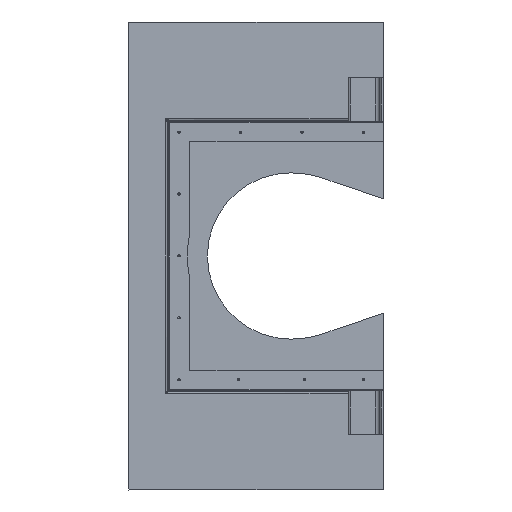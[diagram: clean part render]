
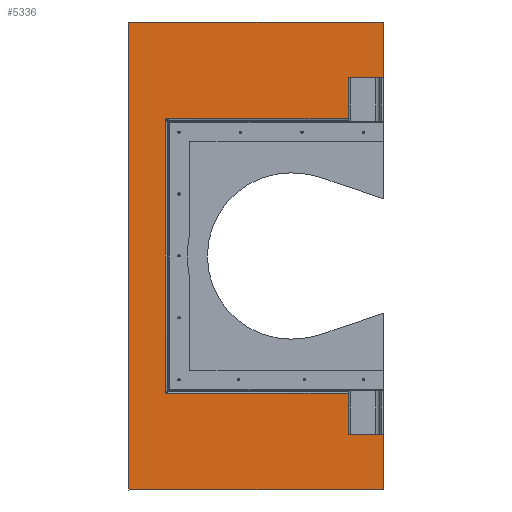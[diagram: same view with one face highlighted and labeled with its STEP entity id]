
A CAD part, front view. The second image highlights one B-rep face of the part: STEP entity #5336.
In plain terms, the highlighted face is planar.
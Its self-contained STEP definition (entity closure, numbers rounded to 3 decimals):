
#5088=CARTESIAN_POINT('',(314.0,0.,0.0));
#5089=VERTEX_POINT('',#5088);
#5096=CARTESIAN_POINT('',(535.0,0.,0.0));
#5097=VERTEX_POINT('',#5096);
#5098=CARTESIAN_POINT('',(314.0,0.,0.0));
#5099=DIRECTION('',(1.0,0.0,0.0));
#5100=VECTOR('',#5099,221.0);
#5101=LINE('',#5098,#5100);
#5102=EDGE_CURVE('',#5089,#5097,#5101,.T.);
#5126=CARTESIAN_POINT('',(314.,498.,0.0));
#5127=VERTEX_POINT('',#5126);
#5134=CARTESIAN_POINT('',(314.,498.,0.0));
#5135=DIRECTION('',(0.0,-1.0,0.0));
#5136=VECTOR('',#5135,498.);
#5137=LINE('',#5134,#5136);
#5138=EDGE_CURVE('',#5127,#5089,#5137,.T.);
#5157=CARTESIAN_POINT('',(-314.,498.,0.0));
#5158=VERTEX_POINT('',#5157);
#5165=CARTESIAN_POINT('',(-314.,498.,0.0));
#5166=DIRECTION('',(1.0,0.0,0.0));
#5167=VECTOR('',#5166,628.);
#5168=LINE('',#5165,#5167);
#5169=EDGE_CURVE('',#5158,#5127,#5168,.T.);
#5188=CARTESIAN_POINT('',(-314.0,0.,0.0));
#5189=VERTEX_POINT('',#5188);
#5196=CARTESIAN_POINT('',(-314.0,0.0,0.0));
#5197=DIRECTION('',(0.0,1.0,0.0));
#5198=VECTOR('',#5197,498.);
#5199=LINE('',#5196,#5198);
#5200=EDGE_CURVE('',#5189,#5158,#5199,.T.);
#5219=CARTESIAN_POINT('',(-535.0,0.,0.0));
#5220=VERTEX_POINT('',#5219);
#5227=CARTESIAN_POINT('',(-535.0,0.,0.0));
#5228=DIRECTION('',(1.0,0.0,0.0));
#5229=VECTOR('',#5228,221.0);
#5230=LINE('',#5227,#5229);
#5231=EDGE_CURVE('',#5220,#5189,#5230,.T.);
#5250=CARTESIAN_POINT('',(-535.,582.,0.0));
#5251=VERTEX_POINT('',#5250);
#5258=CARTESIAN_POINT('',(-535.,582.,0.0));
#5259=DIRECTION('',(0.0,-1.0,0.0));
#5260=VECTOR('',#5259,582.);
#5261=LINE('',#5258,#5260);
#5262=EDGE_CURVE('',#5251,#5220,#5261,.T.);
#5281=CARTESIAN_POINT('',(535.,582.,0.0));
#5282=VERTEX_POINT('',#5281);
#5289=CARTESIAN_POINT('',(535.,582.,0.0));
#5290=DIRECTION('',(-1.0,0.0,0.0));
#5291=VECTOR('',#5290,1070.);
#5292=LINE('',#5289,#5291);
#5293=EDGE_CURVE('',#5282,#5251,#5292,.T.);
#5311=CARTESIAN_POINT('',(535.0,0.0,0.0));
#5312=DIRECTION('',(0.0,1.0,0.0));
#5313=VECTOR('',#5312,582.);
#5314=LINE('',#5311,#5313);
#5315=EDGE_CURVE('',#5097,#5282,#5314,.T.);
#5321=CARTESIAN_POINT('',(0.,354.003,0.0));
#5322=DIRECTION('',(0.0,0.0,1.0));
#5323=DIRECTION('',(1.0,0.0,0.0));
#5324=AXIS2_PLACEMENT_3D('',#5321,#5322,#5323);
#5325=PLANE('',#5324);
#5326=ORIENTED_EDGE('',*,*,#5315,.F.);
#5327=ORIENTED_EDGE('',*,*,#5102,.F.);
#5328=ORIENTED_EDGE('',*,*,#5138,.F.);
#5329=ORIENTED_EDGE('',*,*,#5169,.F.);
#5330=ORIENTED_EDGE('',*,*,#5200,.F.);
#5331=ORIENTED_EDGE('',*,*,#5231,.F.);
#5332=ORIENTED_EDGE('',*,*,#5262,.F.);
#5333=ORIENTED_EDGE('',*,*,#5293,.F.);
#5334=EDGE_LOOP('',(#5326,#5327,#5328,#5329,#5330,#5331,#5332,#5333));
#5335=FACE_OUTER_BOUND('',#5334,.T.);
#5336=ADVANCED_FACE('',(#5335),#5325,.F.);
